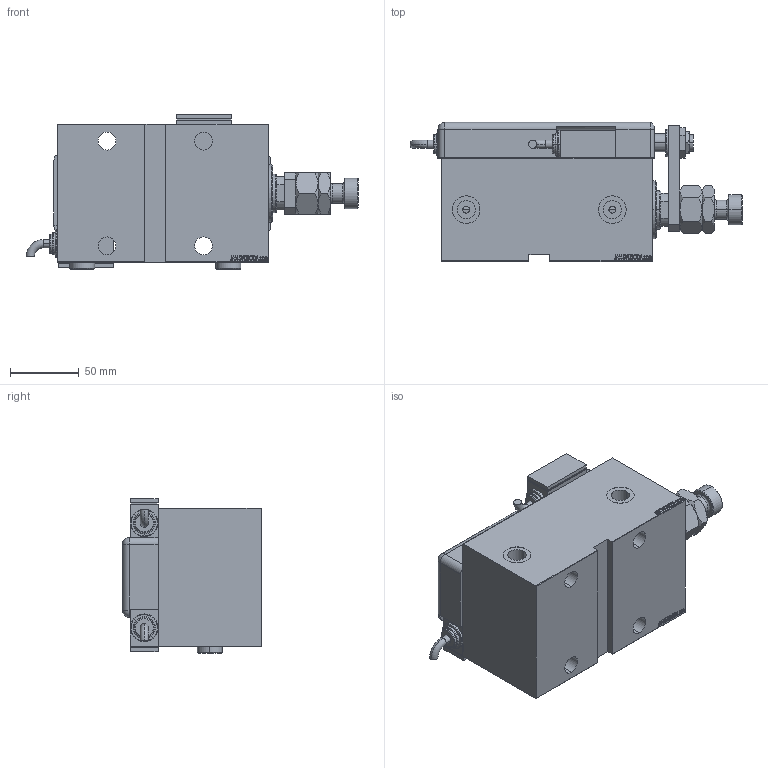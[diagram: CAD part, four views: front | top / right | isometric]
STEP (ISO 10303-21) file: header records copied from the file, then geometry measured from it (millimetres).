
FILE_DESCRIPTION (( 'STEP AP203' ), '1' );
FILE_NAME ('b02d.STEP', '2024-05-28T05:25:25', ( '' ), ( '' ), 'SwSTEP 2.0', 'SolidWorks 2019', '' );
FILE_SCHEMA (( 'CONFIG_CONTROL_DESIGN' ));
Length unit declared in the file: millimetre
Products named in the file (15): SWITCH_Q_FRONT_BACK 2d41582516d34b8cb54fb38c4ea6e65f; KRYT 2d41582516d34b8cb54fb38c4ea6e65f; SWITCH Q 2d41582516d34b8cb54fb38c4ea6e65f; SWITCH DIM A_G 2d41582516d34b8cb54fb38c4ea6e65f; V450CM_E_Body 2d41582516d34b8cb54fb38c4ea6e65f; NUT_D19 2d41582516d34b8cb54fb38c4ea6e65f; ZARAZKA_Q 2d41582516d34b8cb54fb38c4ea6e65f; NUT_D13 2d41582516d34b8cb54fb38c4ea6e65f; Zatka_OIL_PORT 2d41582516d34b8cb54fb38c4ea6e65f; V450CM_VC_B 2d41582516d34b8cb54fb38c4ea6e65f; b02d; MAGNETIC SWITCH Q 2d41582516d34b8cb54fb38c4ea6e65f; Q_T_W_MFA 2d41582516d34b8cb54fb38c4ea6e65f; TYC 2d41582516d34b8cb54fb38c4ea6e65f; V450CM_E_VCP 2d41582516d34b8cb54fb38c4ea6e65f
Assembly tree (16 placements, depth 3):
  b02d
    V450CM_E_Body 2d41582516d34b8cb54fb38c4ea6e65f
    V450CM_E_VCP 2d41582516d34b8cb54fb38c4ea6e65f
    V450CM_VC_B 2d41582516d34b8cb54fb38c4ea6e65f
    MAGNETIC SWITCH Q 2d41582516d34b8cb54fb38c4ea6e65f
      SWITCH_Q_FRONT_BACK 2d41582516d34b8cb54fb38c4ea6e65f
      TYC 2d41582516d34b8cb54fb38c4ea6e65f
      ZARAZKA_Q 2d41582516d34b8cb54fb38c4ea6e65f
      SWITCH DIM A_G 2d41582516d34b8cb54fb38c4ea6e65f
      NUT_D19 2d41582516d34b8cb54fb38c4ea6e65f
      NUT_D13 2d41582516d34b8cb54fb38c4ea6e65f
      KRYT 2d41582516d34b8cb54fb38c4ea6e65f
      SWITCH Q 2d41582516d34b8cb54fb38c4ea6e65f  x2
    Q_T_W_MFA 2d41582516d34b8cb54fb38c4ea6e65f
    Zatka_OIL_PORT 2d41582516d34b8cb54fb38c4ea6e65f  x2
Bounding box: 240.76 x 100.8 x 111.9 mm (x, y, z)
Volume: 1174760.9 mm3; surface area: 214395.3 mm2
Topology: 16 solids, 16 shells, 1348 faces, 3378 edges, 2213 vertices
Faces by surface type: plane 668, bspline 471, cylinder 127, cone 54, torus 26, sphere 2
Entity records: 61819 total; most frequent: CARTESIAN_POINT 32277, ORIENTED_EDGE 6480, DIRECTION 4222, EDGE_CURVE 3240, VERTEX_POINT 2129, VECTOR 1902, LINE 1902, EDGE_LOOP 1467
